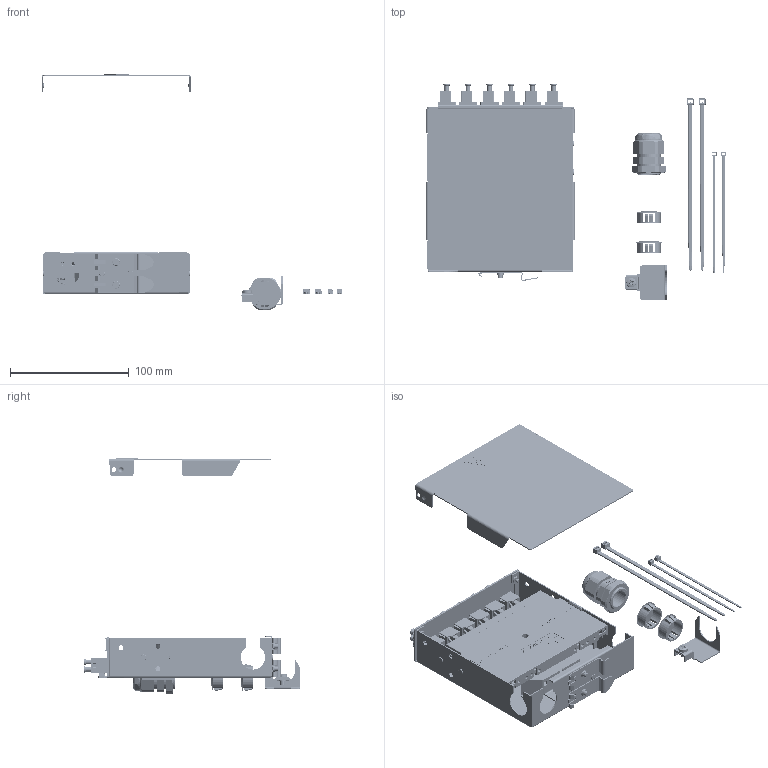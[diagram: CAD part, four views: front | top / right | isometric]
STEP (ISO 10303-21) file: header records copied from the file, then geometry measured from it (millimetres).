
FILE_DESCRIPTION (( 'STEP AP214' ), '1' );
FILE_NAME ('H82050K0005.STEP', '2014-09-19T07:17:16', ( 'Schröder' ), ( '' ), 'SwSTEP 2.0', 'SolidWorks 2014', '' );
FILE_SCHEMA (( 'AUTOMOTIVE_DESIGN' ));
Length unit declared in the file: millimetre
Products named in the file (39): J08070A0000H14; J08071A0016H2; H01011A0037H1; H82050K0005; B00045A0078_Ausbruch; H82050A0000_f〉 Montage mit TFP; B06015A0233; J08070A0000H16; B01030A0024; B05012A0007; R00040A0020; B06015A0231H2_Einsatz; J08070A0004H1; J08071A0016H1_mit TG-Logo; B00011A0046; B00045A0077; H01011A0037_Standard Abstand 2mm; H06000A0055; H02022A0006_f〉 LC-D Kupplungen; B04001A0360; J08070A0040_ohne Staubschutzk.+Knicksch.t〕le; H82050K0005H_Variante mit Pigtails; A30063A0008; B06015A0231H3_› 6 x 3 Zapfen; H06000A0055H2; B05002A0013_Ausgebrochen; A05020G0622; J08070A0000H4; j08071A0017_f〉 Pigtails; H01011A0037H2; B06015A0231_Geh„use Spleiábox; H06000A0055H1; B06015A0236_bedruckt; B06012A0050; J08070A0004H5; B00010A0020; H01011A0037H3; R00040A0018; A05000A0004
Assembly tree (65 placements, depth 5):
  H82050K0005
    H82050K0005H_Variante mit Pigtails
      H82050A0000_f〉 Montage mit TFP
        B06015A0231_Geh„use Spleiábox
        B06015A0231H3_› 6 x 3 Zapfen  x2
        B06015A0231H2_Einsatz
        B06015A0233
        A05000A0004  x2
        B06012A0050  x2
        A05020G0622  x2
        B04001A0360  x2
        B00011A0046  x2
        B05012A0007
        H01011A0037_Standard Abstand 2mm
          H01011A0037H1
          H01011A0037H3
          H01011A0037H2
          A30063A0008
        R00040A0020  x2
      H02022A0006_f〉 LC-D Kupplungen
        B06015A0236_bedruckt
        B05002A0013_Ausgebrochen
      j08071A0017_f〉 Pigtails  x6
        J08071A0016H1_mit TG-Logo
        B01030A0024
        J08071A0016H2
        B00010A0020
    B00045A0077
    B00045A0078_Ausbruch
    R00040A0018  x2
    H06000A0055
      H06000A0055H1
      H06000A0055H2
      A05020G0622
    J08070A0040_ohne Staubschutzk.+Knicksch.t〕le  x12
      J08070A0004H1
      J08070A0000H16
      J08070A0000H14
      J08070A0004H5
      J08070A0000H4
Bounding box: 252.78 x 181.55 x 197.78 mm (x, y, z)
Volume: 125572 mm3; surface area: 230526.2 mm2
Topology: 130 solids, 130 shells, 8347 faces, 22161 edges, 14143 vertices
Faces by surface type: plane 4611, cylinder 2107, cone 668, torus 519, bspline 386, sphere 56
Entity records: 129144 total; most frequent: CARTESIAN_POINT 43354, ORIENTED_EDGE 17754, DIRECTION 16181, EDGE_CURVE 8877, LINE 5929, VECTOR 5929, VERTEX_POINT 5721, AXIS2_PLACEMENT_3D 5126
